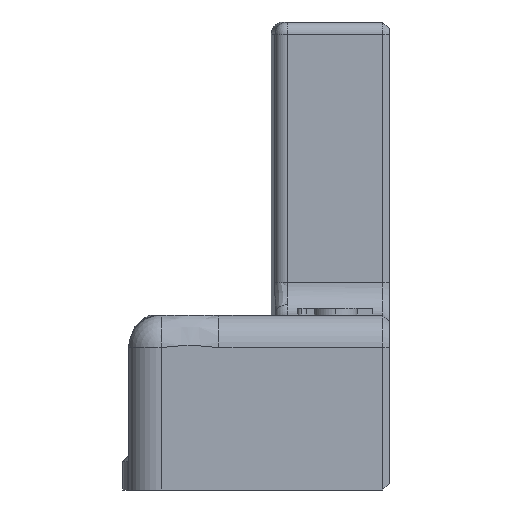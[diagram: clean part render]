
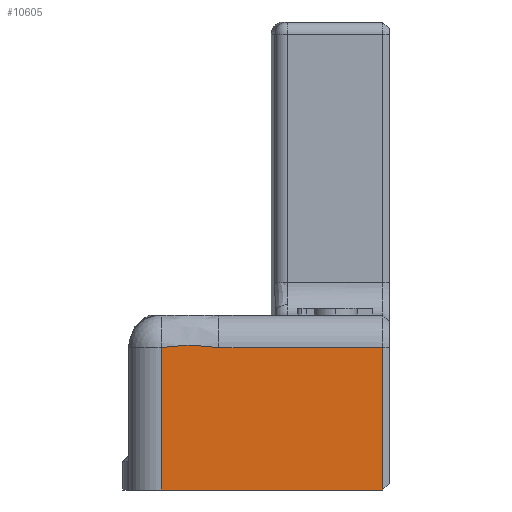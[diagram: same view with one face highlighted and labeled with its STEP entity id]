
A CAD part, front view. The second image highlights one B-rep face of the part: STEP entity #10605.
In plain terms, the highlighted face is planar.
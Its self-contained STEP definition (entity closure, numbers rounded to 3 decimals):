
#996 = CARTESIAN_POINT ( 'NONE',  ( -8.35, 99.35, 14. ) ) ;
#1056 = LINE ( 'NONE', #5685, #3251 ) ;
#1462 = CARTESIAN_POINT ( 'NONE',  ( -10.35, 99.35, 588.426 ) ) ;
#1841 = DIRECTION ( 'NONE',  ( 0., 0., 1. ) ) ;
#2394 = ORIENTED_EDGE ( 'NONE', *, *, #11302, .F. ) ;
#2642 = DIRECTION ( 'NONE',  ( 1., 0., 0. ) ) ;
#2706 = EDGE_CURVE ( 'NONE', #12797, #13357, #12896, .T. ) ;
#3251 = VECTOR ( 'NONE', #10785, 1000. ) ;
#3543 = VECTOR ( 'NONE', #4057, 1000. ) ;
#3689 = ORIENTED_EDGE ( 'NONE', *, *, #15259, .F. ) ;
#3757 = EDGE_LOOP ( 'NONE', ( #3689, #2394, #7540, #15938, #13216 ) ) ;
#3802 = B_SPLINE_CURVE_WITH_KNOTS ( 'NONE', 3,
 ( #11420, #5363, #12992, #9172, #10459, #4306, #9252, #14108 ),
 .UNSPECIFIED., .F., .F.,
 ( 4, 2, 2, 4 ),
 ( 0., 0.001, 0.002, 0.004 ),
 .UNSPECIFIED. ) ;
#3914 = VERTEX_POINT ( 'NONE', #8846 ) ;
#4020 = CARTESIAN_POINT ( 'NONE',  ( -10.35, 99.35, 0.4 ) ) ;
#4057 = DIRECTION ( 'NONE',  ( 1., 0., 0. ) ) ;
#4133 = FACE_OUTER_BOUND ( 'NONE', #3757, .T. ) ;
#4306 = CARTESIAN_POINT ( 'NONE',  ( -8.493, 99.35, 11.636 ) ) ;
#4424 = EDGE_CURVE ( 'NONE', #3914, #12797, #7909, .T. ) ;
#4746 = VERTEX_POINT ( 'NONE', #996 ) ;
#4807 = VERTEX_POINT ( 'NONE', #9784 ) ;
#5308 = VECTOR ( 'NONE', #12875, 1000. ) ;
#5363 = CARTESIAN_POINT ( 'NONE',  ( -8.353, 99.35, 13.703 ) ) ;
#5685 = CARTESIAN_POINT ( 'NONE',  ( -8.35, 99.35, 588.426 ) ) ;
#5797 = VECTOR ( 'NONE', #1841, 1000. ) ;
#7321 = CARTESIAN_POINT ( 'NONE',  ( -10.35, 99.35, 14. ) ) ;
#7540 = ORIENTED_EDGE ( 'NONE', *, *, #10723, .T. ) ;
#7579 = CARTESIAN_POINT ( 'NONE',  ( 0.4, 99.35, 0.4 ) ) ;
#7909 = LINE ( 'NONE', #4020, #5308 ) ;
#8131 = CARTESIAN_POINT ( 'NONE',  ( 0.4, 99.35, 14. ) ) ;
#8846 = CARTESIAN_POINT ( 'NONE',  ( -8.35, 99.35, 0.4 ) ) ;
#9172 = CARTESIAN_POINT ( 'NONE',  ( -8.464, 99.35, 12.819 ) ) ;
#9252 = CARTESIAN_POINT ( 'NONE',  ( -8.35, 99.35, 11.055 ) ) ;
#9784 = CARTESIAN_POINT ( 'NONE',  ( -8.35, 99.35, 10.465 ) ) ;
#10459 = CARTESIAN_POINT ( 'NONE',  ( -8.497, 99.35, 12.522 ) ) ;
#10605 = ADVANCED_FACE ( 'NONE', ( #4133 ), #12515, .F. ) ;
#10723 = EDGE_CURVE ( 'NONE', #4746, #13357, #15059, .T. ) ;
#10785 = DIRECTION ( 'NONE',  ( 0., 0., -1. ) ) ;
#11302 = EDGE_CURVE ( 'NONE', #4746, #4807, #3802, .T. ) ;
#11420 = CARTESIAN_POINT ( 'NONE',  ( -8.35, 99.35, 14. ) ) ;
#11553 = AXIS2_PLACEMENT_3D ( 'NONE', #1462, #13785, #2642 ) ;
#12515 = PLANE ( 'NONE',  #11553 ) ;
#12797 = VERTEX_POINT ( 'NONE', #7579 ) ;
#12875 = DIRECTION ( 'NONE',  ( 1., 0., 0. ) ) ;
#12896 = LINE ( 'NONE', #14171, #5797 ) ;
#12992 = CARTESIAN_POINT ( 'NONE',  ( -8.39, 99.35, 13.408 ) ) ;
#13216 = ORIENTED_EDGE ( 'NONE', *, *, #4424, .F. ) ;
#13357 = VERTEX_POINT ( 'NONE', #8131 ) ;
#13785 = DIRECTION ( 'NONE',  ( 0., -1., 0. ) ) ;
#14108 = CARTESIAN_POINT ( 'NONE',  ( -8.35, 99.35, 10.465 ) ) ;
#14171 = CARTESIAN_POINT ( 'NONE',  ( 0.4, 99.35, 588.426 ) ) ;
#15059 = LINE ( 'NONE', #7321, #3543 ) ;
#15259 = EDGE_CURVE ( 'NONE', #4807, #3914, #1056, .T. ) ;
#15938 = ORIENTED_EDGE ( 'NONE', *, *, #2706, .F. ) ;
